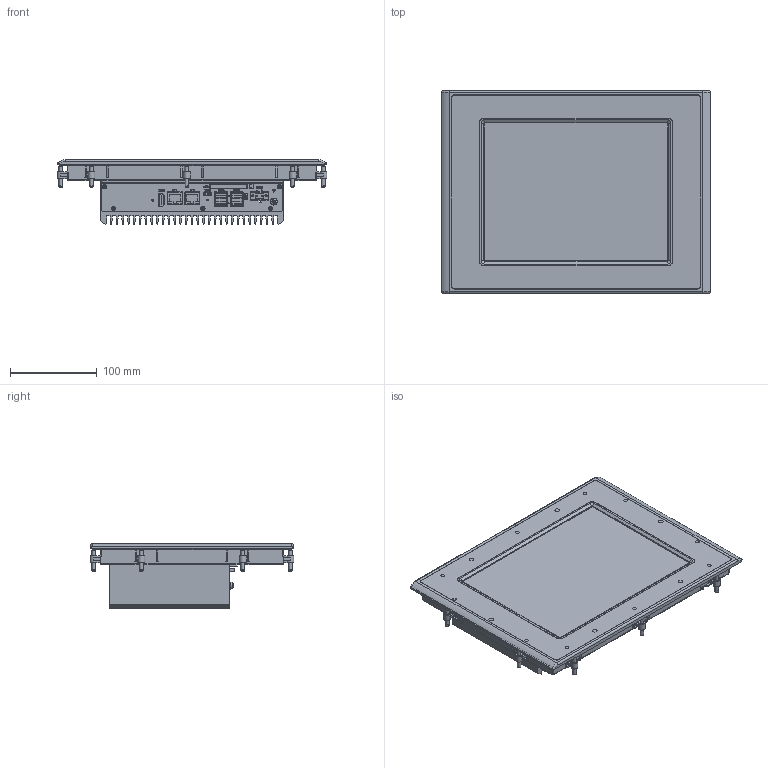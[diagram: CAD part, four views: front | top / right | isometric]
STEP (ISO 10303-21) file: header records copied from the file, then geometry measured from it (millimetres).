
FILE_DESCRIPTION(/* description */ ('OMD10/640x480/BE1'),/* implementation_level */ '2;1');
FILE_NAME(/* name */ 'M0018070000.stp',/* time_stamp */ '2019-07-25T15:14:42+02:00',/* author */ ('schwendm'),/* organization */ ('2019 Bachmann electronic GmbH'),/* preprocessor_version */ 'ST-DEVELOPER v15.2',/* originating_system */ 'Autodesk Inventor 2014',/* authorisation */ '-');
FILE_SCHEMA (('AUTOMOTIVE_DESIGN { 1 0 10303 214 3 1 1 }'));
Products named in the file (4): M0017665100; M0018065101; M0018056101; M0018070000
Assembly tree (3 placements, depth 2):
  M0018070000
    M0017665100
    M0018065101
    M0018056101
Bounding box: 311 x 235 x 75 mm (x, y, z)
Volume: 1829658.7 mm3; surface area: 774454.3 mm2
Topology: 73 solids, 73 shells, 4142 faces, 10689 edges, 6688 vertices
Faces by surface type: plane 2038, cylinder 803, cone 473, bspline 461, torus 286, sphere 81
Full cylindrical faces by diameter (mm): 1 x4, 1.57 x1, 2.1 x3, 2.224 x14, 2.46 x1, 2.5 x16, 2.7 x10, 3 x14, 3.232 x1, 3.24 x10, 3.242 x1, 3.775 x1, 4 x11, 4.2 x11, 4.22 x10, 4.25 x8, 4.3 x10, 4.7 x14, 5 x24, 5.186 x1, 5.2 x1, 5.3 x10, 5.38 x1, 5.4 x7, 7.95 x1, 8 x20, 9 x10
Entity records: 132717 total; most frequent: CARTESIAN_POINT 33607, ORIENTED_EDGE 19970, DIRECTION 18302, EDGE_CURVE 9985, VERTEX_POINT 6591, AXIS2_PLACEMENT_3D 6415, LINE 5472, VECTOR 5472
